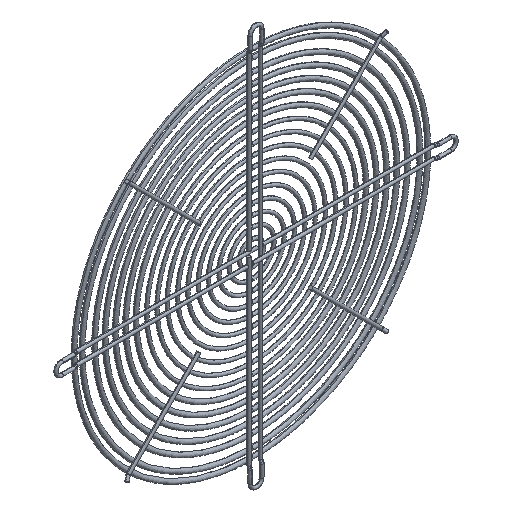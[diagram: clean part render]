
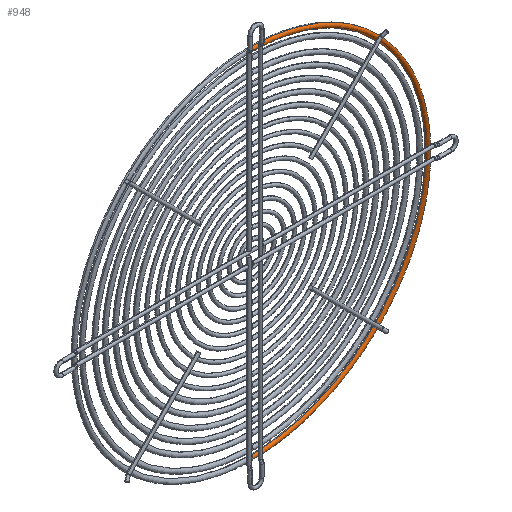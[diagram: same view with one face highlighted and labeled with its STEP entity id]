
A CAD part, isometric view. The second image highlights one B-rep face of the part: STEP entity #948.
In plain terms, the highlighted free-form (B-spline) face has degree [3, 3] with [7, 4] control points.
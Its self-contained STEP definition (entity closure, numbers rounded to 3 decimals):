
#473 = CARTESIAN_POINT ( 'NONE',  ( 265.28, -0.454, -132.64 ) ) ;
#507 = CARTESIAN_POINT ( 'NONE',  ( 265.481, 0.546, 132.74 ) ) ;
#681 = CARTESIAN_POINT ( 'NONE',  ( 0., -1.2, -134.32 ) ) ;
#754 = EDGE_CURVE ( 'NONE', #7322, #3407, #1697, .T. ) ;
#948 = ADVANCED_FACE ( 'NONE', ( #2463 ), #2657, .T. ) ;
#1045 = ORIENTED_EDGE ( 'NONE', *, *, #1960, .F. ) ;
#1193 = CARTESIAN_POINT ( 'NONE',  ( 0., -0.454, -136. ) ) ;
#1245 = CARTESIAN_POINT ( 'NONE',  ( 0., 0.388, 132.733 ) ) ;
#1280 = CARTESIAN_POINT ( 'NONE',  ( 0., -1.2, -134.32 ) ) ;
#1366 = CARTESIAN_POINT ( 'NONE',  ( 0., 0.388, 135.907 ) ) ;
#1697 =( BOUNDED_CURVE ( )  B_SPLINE_CURVE ( 3, ( #7199, #4419, #8719, #7868 ),
 .UNSPECIFIED., .F., .F. ) 
 B_SPLINE_CURVE_WITH_KNOTS ( ( 4, 4 ),
 ( 0., 3.142 ),
 .UNSPECIFIED. ) 
 CURVE ( )  GEOMETRIC_REPRESENTATION_ITEM ( )  RATIONAL_B_SPLINE_CURVE ( ( 0.959, 0.32, 0.32, 0.959 ) ) 
 REPRESENTATION_ITEM ( '' )  );
#1894 = CARTESIAN_POINT ( 'NONE',  ( 272., -0.454, -136. ) ) ;
#1960 = EDGE_CURVE ( 'NONE', #2798, #3407, #8547, .T. ) ;
#1961 = CARTESIAN_POINT ( 'NONE',  ( 266.629, -1.2, -133.315 ) ) ;
#2012 = CARTESIAN_POINT ( 'NONE',  ( 0., -1.2, 133.315 ) ) ;
#2112 = CARTESIAN_POINT ( 'NONE',  ( 0., -1.2, -133.398 ) ) ;
#2322 = CARTESIAN_POINT ( 'NONE',  ( 271.815, 0.387, 135.907 ) ) ;
#2337 = VERTEX_POINT ( 'NONE', #1366 ) ;
#2463 = FACE_OUTER_BOUND ( 'NONE', #8280, .T. ) ;
#2587 = CARTESIAN_POINT ( 'NONE',  ( 0., -0.454, 136. ) ) ;
#2654 = CARTESIAN_POINT ( 'NONE',  ( 0., 0.546, -132.74 ) ) ;
#2657 =( BOUNDED_SURFACE ( )  B_SPLINE_SURFACE ( 3, 3, ( 
 ( #2654, #6251, #507, #3973 ),
 ( #6971, #473, #6185, #3326 ),
 ( #8295, #1961, #2722, #2012 ),
 ( #1280, #6218, #4080, #6836 ),
 ( #7690, #4041, #6939, #4702 ),
 ( #1193, #1894, #2684, #2587 ),
 ( #9040, #7549, #4764, #7587 ) ),
 .UNSPECIFIED., .F., .F., .F. ) 
 B_SPLINE_SURFACE_WITH_KNOTS ( ( 4, 3, 4 ),
 ( 4, 4 ),
 ( 0., 0.5, 1. ),
 ( 0., 1. ),
 .UNSPECIFIED. ) 
 GEOMETRIC_REPRESENTATION_ITEM ( )  RATIONAL_B_SPLINE_SURFACE ( (
 ( 1., 0.333, 0.333, 1.),
 ( 0.781, 0.26, 0.26, 0.781),
 ( 0.781, 0.26, 0.26, 0.781),
 ( 1., 0.333, 0.333, 1.),
 ( 0.781, 0.26, 0.26, 0.781),
 ( 0.781, 0.26, 0.26, 0.781),
 ( 1., 0.333, 0.333, 1.) ) ) 
 REPRESENTATION_ITEM ( '' )  SURFACE ( )  );
#2684 = CARTESIAN_POINT ( 'NONE',  ( 272., -0.454, 136. ) ) ;
#2703 = CARTESIAN_POINT ( 'NONE',  ( 0., 0.388, 132.733 ) ) ;
#2722 = CARTESIAN_POINT ( 'NONE',  ( 266.629, -1.2, 133.315 ) ) ;
#2798 = VERTEX_POINT ( 'NONE', #7475 ) ;
#3326 = CARTESIAN_POINT ( 'NONE',  ( 0., -0.454, 132.64 ) ) ;
#3407 = VERTEX_POINT ( 'NONE', #5596 ) ;
#3941 =( BOUNDED_CURVE ( )  B_SPLINE_CURVE ( 3, ( #1245, #4131, #7583, #8262, #9131, #4855, #7004 ),
 .UNSPECIFIED., .F., .F. ) 
 B_SPLINE_CURVE_WITH_KNOTS ( ( 4, 3, 4 ),
 ( 0., 1.571, 3.142 ),
 .UNSPECIFIED. ) 
 CURVE ( )  GEOMETRIC_REPRESENTATION_ITEM ( )  RATIONAL_B_SPLINE_CURVE ( ( 0.959, 0.782, 0.795, 1., 0.795, 0.782, 0.959 ) ) 
 REPRESENTATION_ITEM ( '' )  );
#3973 = CARTESIAN_POINT ( 'NONE',  ( 0., 0.546, 132.74 ) ) ;
#4041 = CARTESIAN_POINT ( 'NONE',  ( 270.651, -1.2, -135.325 ) ) ;
#4080 = CARTESIAN_POINT ( 'NONE',  ( 268.64, -1.2, 134.32 ) ) ;
#4131 = CARTESIAN_POINT ( 'NONE',  ( 0., -0.55, 132.733 ) ) ;
#4366 = CARTESIAN_POINT ( 'NONE',  ( 0., 0.388, 135.907 ) ) ;
#4419 = CARTESIAN_POINT ( 'NONE',  ( 265.465, 0.387, 132.733 ) ) ;
#4702 = CARTESIAN_POINT ( 'NONE',  ( 0., -1.2, 135.325 ) ) ;
#4764 = CARTESIAN_POINT ( 'NONE',  ( 271.799, 0.546, 135.9 ) ) ;
#4805 = EDGE_CURVE ( 'NONE', #2798, #2337, #8138, .T. ) ;
#4855 = CARTESIAN_POINT ( 'NONE',  ( 0., -0.55, 135.907 ) ) ;
#4942 = CARTESIAN_POINT ( 'NONE',  ( 0., -1.2, -135.242 ) ) ;
#5060 = CARTESIAN_POINT ( 'NONE',  ( 0., 0.388, -135.907 ) ) ;
#5241 = ORIENTED_EDGE ( 'NONE', *, *, #7759, .F. ) ;
#5596 = CARTESIAN_POINT ( 'NONE',  ( 0., 0.388, -132.733 ) ) ;
#5619 = CARTESIAN_POINT ( 'NONE',  ( 0., 0.388, -132.733 ) ) ;
#6185 = CARTESIAN_POINT ( 'NONE',  ( 265.28, -0.454, 132.64 ) ) ;
#6218 = CARTESIAN_POINT ( 'NONE',  ( 268.64, -1.2, -134.32 ) ) ;
#6251 = CARTESIAN_POINT ( 'NONE',  ( 265.481, 0.546, -132.74 ) ) ;
#6836 = CARTESIAN_POINT ( 'NONE',  ( 0., -1.2, 134.32 ) ) ;
#6939 = CARTESIAN_POINT ( 'NONE',  ( 270.651, -1.2, 135.325 ) ) ;
#6971 = CARTESIAN_POINT ( 'NONE',  ( 0., -0.454, -132.64 ) ) ;
#7004 = CARTESIAN_POINT ( 'NONE',  ( 0., 0.388, 135.907 ) ) ;
#7199 = CARTESIAN_POINT ( 'NONE',  ( 0., 0.388, 132.733 ) ) ;
#7204 = CARTESIAN_POINT ( 'NONE',  ( 271.815, 0.387, -135.907 ) ) ;
#7322 = VERTEX_POINT ( 'NONE', #2703 ) ;
#7475 = CARTESIAN_POINT ( 'NONE',  ( 0., 0.388, -135.907 ) ) ;
#7549 = CARTESIAN_POINT ( 'NONE',  ( 271.799, 0.546, -135.9 ) ) ;
#7583 = CARTESIAN_POINT ( 'NONE',  ( 0., -1.2, 133.398 ) ) ;
#7587 = CARTESIAN_POINT ( 'NONE',  ( 0., 0.546, 135.9 ) ) ;
#7654 = ORIENTED_EDGE ( 'NONE', *, *, #4805, .T. ) ;
#7690 = CARTESIAN_POINT ( 'NONE',  ( 0., -1.2, -135.325 ) ) ;
#7759 = EDGE_CURVE ( 'NONE', #7322, #2337, #3941, .T. ) ;
#7868 = CARTESIAN_POINT ( 'NONE',  ( 0., 0.388, -132.733 ) ) ;
#8138 =( BOUNDED_CURVE ( )  B_SPLINE_CURVE ( 3, ( #5060, #7204, #2322, #4366 ),
 .UNSPECIFIED., .F., .F. ) 
 B_SPLINE_CURVE_WITH_KNOTS ( ( 4, 4 ),
 ( 0., 3.142 ),
 .UNSPECIFIED. ) 
 CURVE ( )  GEOMETRIC_REPRESENTATION_ITEM ( )  RATIONAL_B_SPLINE_CURVE ( ( 0.959, 0.32, 0.32, 0.959 ) ) 
 REPRESENTATION_ITEM ( '' )  );
#8246 = ORIENTED_EDGE ( 'NONE', *, *, #754, .T. ) ;
#8262 = CARTESIAN_POINT ( 'NONE',  ( 0., -1.2, 134.32 ) ) ;
#8280 = EDGE_LOOP ( 'NONE', ( #5241, #8246, #1045, #7654 ) ) ;
#8295 = CARTESIAN_POINT ( 'NONE',  ( 0., -1.2, -133.315 ) ) ;
#8422 = CARTESIAN_POINT ( 'NONE',  ( 0., 0.388, -135.907 ) ) ;
#8547 =( BOUNDED_CURVE ( )  B_SPLINE_CURVE ( 3, ( #8422, #9220, #4942, #681, #2112, #9188, #5619 ),
 .UNSPECIFIED., .F., .F. ) 
 B_SPLINE_CURVE_WITH_KNOTS ( ( 4, 3, 4 ),
 ( 0., 1.571, 3.142 ),
 .UNSPECIFIED. ) 
 CURVE ( )  GEOMETRIC_REPRESENTATION_ITEM ( )  RATIONAL_B_SPLINE_CURVE ( ( 0.959, 0.782, 0.795, 1., 0.795, 0.782, 0.959 ) ) 
 REPRESENTATION_ITEM ( '' )  );
#8719 = CARTESIAN_POINT ( 'NONE',  ( 265.465, 0.387, -132.733 ) ) ;
#9040 = CARTESIAN_POINT ( 'NONE',  ( 0., 0.546, -135.9 ) ) ;
#9131 = CARTESIAN_POINT ( 'NONE',  ( 0., -1.2, 135.242 ) ) ;
#9188 = CARTESIAN_POINT ( 'NONE',  ( 0., -0.55, -132.733 ) ) ;
#9220 = CARTESIAN_POINT ( 'NONE',  ( 0., -0.55, -135.907 ) ) ;
